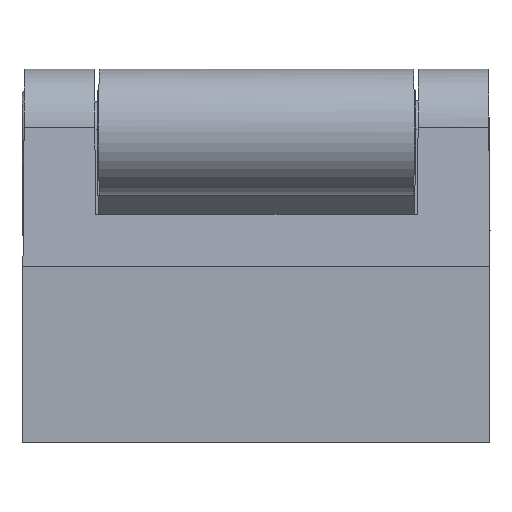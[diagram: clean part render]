
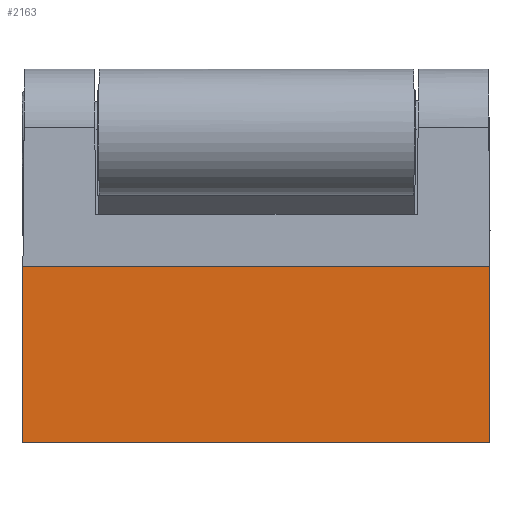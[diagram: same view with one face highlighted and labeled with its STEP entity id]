
A CAD part, left-side view. The second image highlights one B-rep face of the part: STEP entity #2163.
In plain terms, the highlighted planar face has unit normal (-1, 0, 0).
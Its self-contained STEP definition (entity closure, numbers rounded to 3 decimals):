
#12 = DIRECTION ( 'NONE',  ( 0., 0., 1. ) ) ;
#137 = ORIENTED_EDGE ( 'NONE', *, *, #1125, .F. ) ;
#228 = EDGE_LOOP ( 'NONE', ( #3419, #137, #5367, #1828 ) ) ;
#300 = CARTESIAN_POINT ( 'NONE',  ( -7., -22.5, -17. ) ) ;
#766 = VERTEX_POINT ( 'NONE', #3602 ) ;
#790 = FACE_OUTER_BOUND ( 'NONE', #228, .T. ) ;
#957 = DIRECTION ( 'NONE',  ( 0., 1., 0. ) ) ;
#1125 = EDGE_CURVE ( 'NONE', #1736, #766, #2339, .T. ) ;
#1555 = VECTOR ( 'NONE', #957, 1000. ) ;
#1659 = LINE ( 'NONE', #5870, #4220 ) ;
#1712 = CARTESIAN_POINT ( 'NONE',  ( -7., -22.5, 0. ) ) ;
#1736 = VERTEX_POINT ( 'NONE', #300 ) ;
#1828 = ORIENTED_EDGE ( 'NONE', *, *, #4904, .T. ) ;
#1986 = VECTOR ( 'NONE', #2745, 1000. ) ;
#2163 = ADVANCED_FACE ( 'NONE', ( #790 ), #2287, .T. ) ;
#2287 = PLANE ( 'NONE',  #5307 ) ;
#2339 = LINE ( 'NONE', #5606, #1986 ) ;
#2343 = CARTESIAN_POINT ( 'NONE',  ( -7., 22.5, 0. ) ) ;
#2695 = CARTESIAN_POINT ( 'NONE',  ( -7., -22.5, 0. ) ) ;
#2745 = DIRECTION ( 'NONE',  ( 0., 1., 0. ) ) ;
#2748 = LINE ( 'NONE', #2343, #5685 ) ;
#2804 = CARTESIAN_POINT ( 'NONE',  ( -7., -22.5, 0. ) ) ;
#2864 = EDGE_CURVE ( 'NONE', #1736, #4787, #1659, .T. ) ;
#3123 = DIRECTION ( 'NONE',  ( -1., 0., 0. ) ) ;
#3419 = ORIENTED_EDGE ( 'NONE', *, *, #6043, .F. ) ;
#3602 = CARTESIAN_POINT ( 'NONE',  ( -7., 22.5, -17. ) ) ;
#3657 = DIRECTION ( 'NONE',  ( 0., 1., 0. ) ) ;
#4220 = VECTOR ( 'NONE', #4926, 1000. ) ;
#4226 = LINE ( 'NONE', #2804, #1555 ) ;
#4787 = VERTEX_POINT ( 'NONE', #2695 ) ;
#4904 = EDGE_CURVE ( 'NONE', #4787, #5127, #4226, .T. ) ;
#4926 = DIRECTION ( 'NONE',  ( 0., 0., 1. ) ) ;
#5127 = VERTEX_POINT ( 'NONE', #5753 ) ;
#5307 = AXIS2_PLACEMENT_3D ( 'NONE', #1712, #3123, #3657 ) ;
#5367 = ORIENTED_EDGE ( 'NONE', *, *, #2864, .T. ) ;
#5606 = CARTESIAN_POINT ( 'NONE',  ( -7., -22.5, -17. ) ) ;
#5685 = VECTOR ( 'NONE', #12, 1000. ) ;
#5753 = CARTESIAN_POINT ( 'NONE',  ( -7., 22.5, 0. ) ) ;
#5870 = CARTESIAN_POINT ( 'NONE',  ( -7., -22.5, 0. ) ) ;
#6043 = EDGE_CURVE ( 'NONE', #766, #5127, #2748, .T. ) ;
